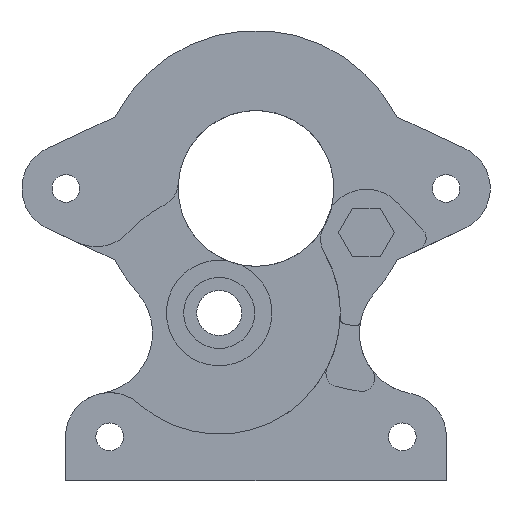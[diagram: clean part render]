
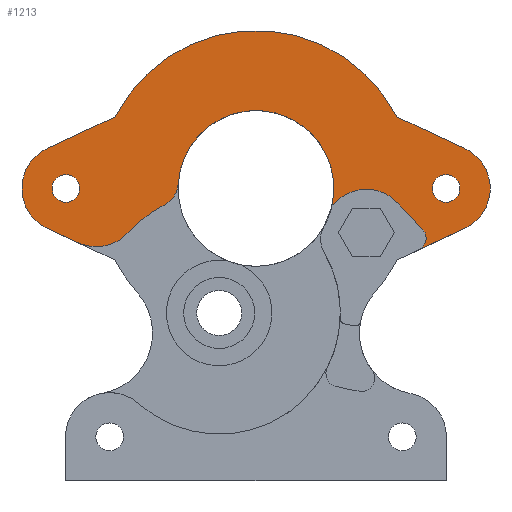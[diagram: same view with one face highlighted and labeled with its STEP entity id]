
A CAD part, front view. The second image highlights one B-rep face of the part: STEP entity #1213.
In plain terms, the highlighted planar face has unit normal (0, -1, 0).
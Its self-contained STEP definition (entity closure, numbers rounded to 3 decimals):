
#15=FACE_BOUND('',#136,.T.);
#16=FACE_BOUND('',#137,.T.);
#32=PLANE('',#1296);
#68=FACE_OUTER_BOUND('',#135,.T.);
#135=EDGE_LOOP('',(#823,#824,#825,#826,#827,#828,#829,#830,#831,#832,#833,
#834,#835,#836,#837));
#136=EDGE_LOOP('',(#838));
#137=EDGE_LOOP('',(#839));
#219=LINE('',#1840,#328);
#223=LINE('',#1854,#332);
#224=LINE('',#1858,#333);
#225=LINE('',#1862,#334);
#226=LINE('',#1866,#335);
#227=LINE('',#1870,#336);
#328=VECTOR('',#1446,10.);
#332=VECTOR('',#1458,10.);
#333=VECTOR('',#1461,10.);
#334=VECTOR('',#1464,10.);
#335=VECTOR('',#1467,10.);
#336=VECTOR('',#1470,10.);
#434=CIRCLE('',#1293,5.1);
#436=CIRCLE('',#1297,14.);
#437=CIRCLE('',#1298,3.);
#438=CIRCLE('',#1299,9.);
#439=CIRCLE('',#1300,5.);
#440=CIRCLE('',#1301,1.5);
#441=CIRCLE('',#1302,5.1);
#442=CIRCLE('',#1303,18.25);
#443=CIRCLE('',#1304,5.1);
#444=CIRCLE('',#1305,1.6);
#445=CIRCLE('',#1306,1.6);
#508=VERTEX_POINT('',#1828);
#509=VERTEX_POINT('',#1829);
#513=VERTEX_POINT('',#1839);
#516=VERTEX_POINT('',#1847);
#517=VERTEX_POINT('',#1849);
#518=VERTEX_POINT('',#1851);
#519=VERTEX_POINT('',#1853);
#520=VERTEX_POINT('',#1855);
#521=VERTEX_POINT('',#1857);
#522=VERTEX_POINT('',#1859);
#523=VERTEX_POINT('',#1861);
#524=VERTEX_POINT('',#1863);
#525=VERTEX_POINT('',#1865);
#526=VERTEX_POINT('',#1867);
#527=VERTEX_POINT('',#1869);
#528=VERTEX_POINT('',#1872);
#529=VERTEX_POINT('',#1874);
#630=EDGE_CURVE('',#508,#509,#434,.T.);
#635=EDGE_CURVE('',#513,#509,#219,.T.);
#639=EDGE_CURVE('',#508,#516,#436,.T.);
#640=EDGE_CURVE('',#517,#516,#437,.T.);
#641=EDGE_CURVE('',#517,#518,#438,.T.);
#642=EDGE_CURVE('',#518,#519,#223,.F.);
#643=EDGE_CURVE('',#519,#520,#439,.F.);
#644=EDGE_CURVE('',#520,#521,#224,.F.);
#645=EDGE_CURVE('',#522,#521,#440,.F.);
#646=EDGE_CURVE('',#522,#523,#225,.T.);
#647=EDGE_CURVE('',#524,#523,#441,.T.);
#648=EDGE_CURVE('',#525,#524,#226,.T.);
#649=EDGE_CURVE('',#526,#525,#442,.T.);
#650=EDGE_CURVE('',#527,#526,#227,.T.);
#651=EDGE_CURVE('',#513,#527,#443,.T.);
#652=EDGE_CURVE('',#528,#528,#444,.T.);
#653=EDGE_CURVE('',#529,#529,#445,.T.);
#823=ORIENTED_EDGE('',*,*,#630,.F.);
#824=ORIENTED_EDGE('',*,*,#639,.T.);
#825=ORIENTED_EDGE('',*,*,#640,.F.);
#826=ORIENTED_EDGE('',*,*,#641,.T.);
#827=ORIENTED_EDGE('',*,*,#642,.T.);
#828=ORIENTED_EDGE('',*,*,#643,.T.);
#829=ORIENTED_EDGE('',*,*,#644,.T.);
#830=ORIENTED_EDGE('',*,*,#645,.F.);
#831=ORIENTED_EDGE('',*,*,#646,.T.);
#832=ORIENTED_EDGE('',*,*,#647,.F.);
#833=ORIENTED_EDGE('',*,*,#648,.F.);
#834=ORIENTED_EDGE('',*,*,#649,.F.);
#835=ORIENTED_EDGE('',*,*,#650,.F.);
#836=ORIENTED_EDGE('',*,*,#651,.F.);
#837=ORIENTED_EDGE('',*,*,#635,.T.);
#838=ORIENTED_EDGE('',*,*,#652,.T.);
#839=ORIENTED_EDGE('',*,*,#653,.T.);
#1213=ADVANCED_FACE('',(#68,#15,#16),#32,.F.);
#1293=AXIS2_PLACEMENT_3D('',#1830,#1437,#1438);
#1296=AXIS2_PLACEMENT_3D('',#1846,#1450,#1451);
#1297=AXIS2_PLACEMENT_3D('',#1848,#1452,#1453);
#1298=AXIS2_PLACEMENT_3D('',#1850,#1454,#1455);
#1299=AXIS2_PLACEMENT_3D('',#1852,#1456,#1457);
#1300=AXIS2_PLACEMENT_3D('',#1856,#1459,#1460);
#1301=AXIS2_PLACEMENT_3D('',#1860,#1462,#1463);
#1302=AXIS2_PLACEMENT_3D('',#1864,#1465,#1466);
#1303=AXIS2_PLACEMENT_3D('',#1868,#1468,#1469);
#1304=AXIS2_PLACEMENT_3D('',#1871,#1471,#1472);
#1305=AXIS2_PLACEMENT_3D('',#1873,#1473,#1474);
#1306=AXIS2_PLACEMENT_3D('',#1875,#1475,#1476);
#1437=DIRECTION('center_axis',(0.,1.,0.));
#1438=DIRECTION('ref_axis',(0.2,0.,-0.98));
#1446=DIRECTION('',(0.906,0.,-0.423));
#1450=DIRECTION('center_axis',(0.,1.,0.));
#1451=DIRECTION('ref_axis',(1.,0.,0.));
#1452=DIRECTION('center_axis',(0.,1.,0.));
#1453=DIRECTION('ref_axis',(1.,0.,0.));
#1454=DIRECTION('center_axis',(0.,1.,0.));
#1455=DIRECTION('ref_axis',(0.836,0.,-0.549));
#1456=DIRECTION('center_axis',(0.,1.,0.));
#1457=DIRECTION('ref_axis',(1.,0.,0.));
#1458=DIRECTION('',(-0.675,0.,-0.738));
#1459=DIRECTION('center_axis',(0.,-1.,0.));
#1460=DIRECTION('ref_axis',(0.73,0.,0.684));
#1461=DIRECTION('',(-0.684,0.,0.73));
#1462=DIRECTION('center_axis',(0.,1.,0.));
#1463=DIRECTION('ref_axis',(0.982,0.,-0.19));
#1464=DIRECTION('',(0.906,0.,0.423));
#1465=DIRECTION('center_axis',(0.,1.,0.));
#1466=DIRECTION('ref_axis',(1.,0.,0.));
#1467=DIRECTION('',(0.906,0.,-0.423));
#1468=DIRECTION('center_axis',(0.,1.,0.));
#1469=DIRECTION('ref_axis',(1.,0.,0.));
#1470=DIRECTION('',(0.906,0.,0.423));
#1471=DIRECTION('center_axis',(0.,1.,0.));
#1472=DIRECTION('ref_axis',(1.,0.,0.));
#1473=DIRECTION('center_axis',(0.,1.,0.));
#1474=DIRECTION('ref_axis',(0.,0.,-1.));
#1475=DIRECTION('center_axis',(0.,1.,0.));
#1476=DIRECTION('ref_axis',(0.,0.,-1.));
#1828=CARTESIAN_POINT('',(-14.668,0.,-5.033));
#1829=CARTESIAN_POINT('',(-20.618,0.,-6.248));
#1830=CARTESIAN_POINT('Origin',(-18.463,0.,-1.626));
#1839=CARTESIAN_POINT('',(-24.105,0.,-4.622));
#1840=CARTESIAN_POINT('',(-11.17,0.,-10.654));
#1846=CARTESIAN_POINT('Origin',(0.,0.,0.));
#1847=CARTESIAN_POINT('',(-10.613,0.,-1.915));
#1848=CARTESIAN_POINT('Origin',(-4.25,0.,-14.385));
#1849=CARTESIAN_POINT('',(-8.982,0.,0.568));
#1850=CARTESIAN_POINT('Origin',(-11.976,0.,0.758));
#1851=CARTESIAN_POINT('',(8.763,0.,-2.05));
#1852=CARTESIAN_POINT('Origin',(0.,0.,0.));
#1853=CARTESIAN_POINT('',(9.062,0.,-1.724));
#1854=CARTESIAN_POINT('',(7.425,0.,-3.512));
#1855=CARTESIAN_POINT('',(16.398,0.,-1.681));
#1856=CARTESIAN_POINT('Origin',(12.75,0.,-5.1));
#1857=CARTESIAN_POINT('',(19.245,0.,-4.718));
#1858=CARTESIAN_POINT('',(13.023,0.,1.92));
#1859=CARTESIAN_POINT('',(18.785,0.,-7.103));
#1860=CARTESIAN_POINT('Origin',(18.151,0.,-5.744));
#1861=CARTESIAN_POINT('',(24.105,0.,-4.622));
#1862=CARTESIAN_POINT('',(15.091,0.,-8.826));
#1863=CARTESIAN_POINT('',(24.105,0.,4.622));
#1864=CARTESIAN_POINT('Origin',(21.95,0.,0.));
#1865=CARTESIAN_POINT('',(16.264,0.,8.278));
#1866=CARTESIAN_POINT('',(15.091,0.,8.826));
#1867=CARTESIAN_POINT('',(-16.264,0.,8.278));
#1868=CARTESIAN_POINT('Origin',(0.,0.,0.));
#1869=CARTESIAN_POINT('',(-24.105,0.,4.622));
#1870=CARTESIAN_POINT('',(-11.17,0.,10.654));
#1871=CARTESIAN_POINT('Origin',(-21.95,0.,0.));
#1872=CARTESIAN_POINT('',(-21.95,0.,1.6));
#1873=CARTESIAN_POINT('Origin',(-21.95,0.,0.));
#1874=CARTESIAN_POINT('',(21.95,0.,1.6));
#1875=CARTESIAN_POINT('Origin',(21.95,0.,0.));
